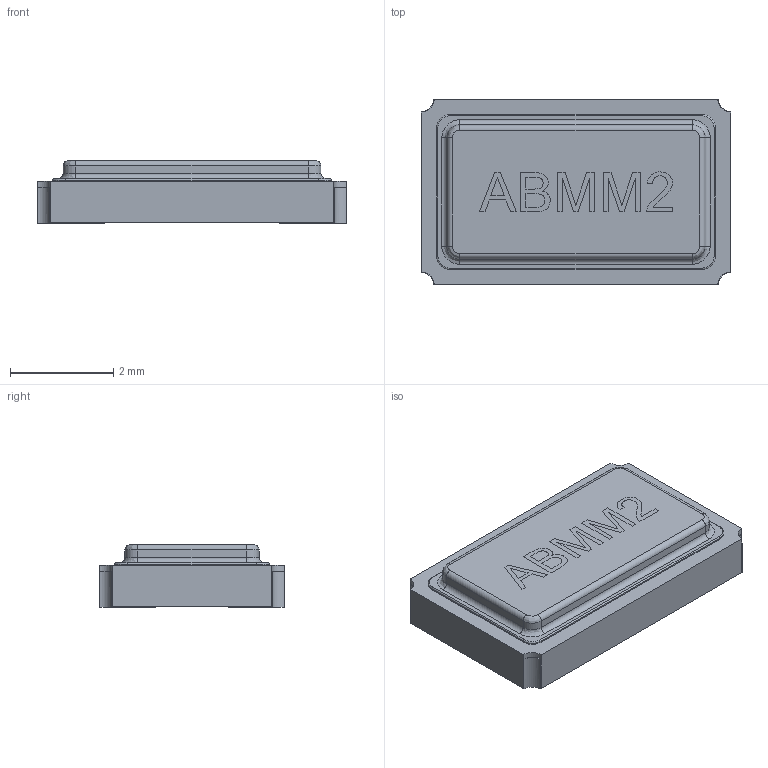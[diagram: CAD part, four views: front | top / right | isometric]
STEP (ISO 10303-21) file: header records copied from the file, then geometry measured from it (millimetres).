
FILE_DESCRIPTION(('FreeCAD Model'),'2;1');
FILE_NAME('User Library-ABMM2_K_X_F6rper 1_1_sp.step', '2018-03-29T00:50:28',('kicad StepUp'),('ksu MCAD'), 'Open CASCADE STEP processor 6.8','FreeCAD','Unknown');
FILE_SCHEMA(('AUTOMOTIVE_DESIGN_CC2 { 1 2 10303 214 -1 1 5 4 }'));
Length unit declared in the file: millimetre
Products named in the file (1): User_Library-ABMM2_K_X_F6rper_1_1_sp
Bounding box: 6 x 3.6 x 1.21 mm (x, y, z)
Volume: 22.5 mm3; surface area: 62.6 mm2
Topology: 1 solids, 1 shells, 104 faces, 331 edges, 239 vertices
Faces by surface type: plane 64, cylinder 28, bspline 12
Entity records: 4645 total; most frequent: CARTESIAN_POINT 1019, ORIENTED_EDGE 662, DIRECTION 524, EDGE_CURVE 331, VERTEX_POINT 239, LINE 226, VECTOR 226, AXIS2_PLACEMENT_3D 149
